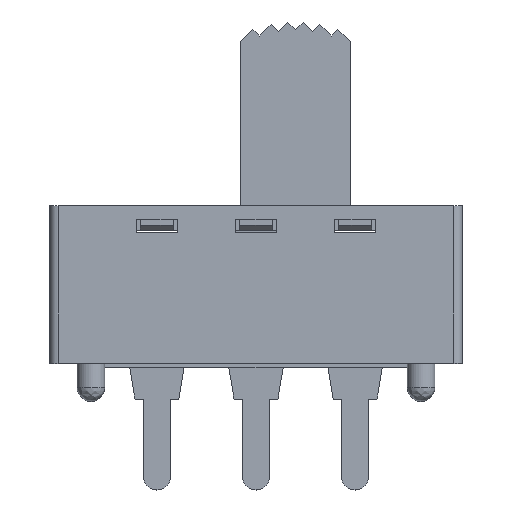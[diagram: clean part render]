
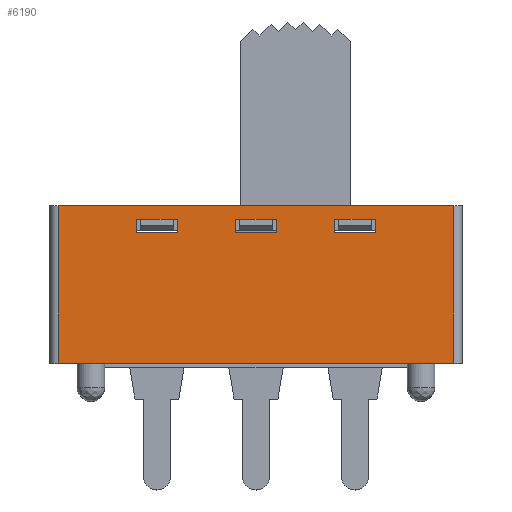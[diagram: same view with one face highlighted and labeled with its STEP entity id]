
A CAD part, top view. The second image highlights one B-rep face of the part: STEP entity #6190.
In plain terms, the highlighted planar face has unit normal (0, 0, 1).
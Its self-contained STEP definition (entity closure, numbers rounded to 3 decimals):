
#1393=ORIENTED_EDGE('',*,*,#2196,.T.);
#1394=ORIENTED_EDGE('',*,*,#2213,.F.);
#1395=ORIENTED_EDGE('',*,*,#2211,.F.);
#1396=ORIENTED_EDGE('',*,*,#2208,.F.);
#1397=ORIENTED_EDGE('',*,*,#2205,.F.);
#1398=ORIENTED_EDGE('',*,*,#2200,.F.);
#1399=ORIENTED_EDGE('',*,*,#2162,.T.);
#1400=ORIENTED_EDGE('',*,*,#2179,.F.);
#1401=ORIENTED_EDGE('',*,*,#2177,.F.);
#1402=ORIENTED_EDGE('',*,*,#2174,.F.);
#1403=ORIENTED_EDGE('',*,*,#2171,.F.);
#1404=ORIENTED_EDGE('',*,*,#2166,.F.);
#1405=ORIENTED_EDGE('',*,*,#2259,.T.);
#1406=ORIENTED_EDGE('',*,*,#2272,.F.);
#1407=ORIENTED_EDGE('',*,*,#2275,.F.);
#1408=ORIENTED_EDGE('',*,*,#2278,.F.);
#1409=ORIENTED_EDGE('',*,*,#2281,.F.);
#1410=ORIENTED_EDGE('',*,*,#2282,.F.);
#1411=ORIENTED_EDGE('',*,*,#2611,.T.);
#1412=ORIENTED_EDGE('',*,*,#2623,.T.);
#1413=ORIENTED_EDGE('',*,*,#2624,.T.);
#1414=ORIENTED_EDGE('',*,*,#2625,.T.);
#2162=EDGE_CURVE('',#2979,#2980,#3631,.T.);
#2166=EDGE_CURVE('',#2979,#2982,#3635,.T.);
#2171=EDGE_CURVE('',#2982,#2984,#3640,.T.);
#2174=EDGE_CURVE('',#2984,#2986,#3643,.T.);
#2177=EDGE_CURVE('',#2986,#2988,#3646,.T.);
#2179=EDGE_CURVE('',#2988,#2980,#3648,.T.);
#2196=EDGE_CURVE('',#3001,#3002,#3665,.T.);
#2200=EDGE_CURVE('',#3001,#3004,#3669,.T.);
#2205=EDGE_CURVE('',#3004,#3006,#3674,.T.);
#2208=EDGE_CURVE('',#3006,#3008,#3677,.T.);
#2211=EDGE_CURVE('',#3008,#3010,#3680,.T.);
#2213=EDGE_CURVE('',#3010,#3002,#3682,.T.);
#2259=EDGE_CURVE('',#3042,#3045,#3719,.T.);
#2272=EDGE_CURVE('',#3054,#3045,#3732,.T.);
#2275=EDGE_CURVE('',#3056,#3054,#3735,.T.);
#2278=EDGE_CURVE('',#3058,#3056,#3738,.T.);
#2281=EDGE_CURVE('',#3060,#3058,#3741,.T.);
#2282=EDGE_CURVE('',#3042,#3060,#3742,.T.);
#2611=EDGE_CURVE('',#3269,#3268,#4035,.T.);
#2623=EDGE_CURVE('',#3268,#3276,#4043,.T.);
#2624=EDGE_CURVE('',#3276,#3277,#4044,.T.);
#2625=EDGE_CURVE('',#3277,#3269,#4045,.T.);
#2979=VERTEX_POINT('',#8653);
#2980=VERTEX_POINT('',#8655);
#2982=VERTEX_POINT('',#8664);
#2984=VERTEX_POINT('',#8670);
#2986=VERTEX_POINT('',#8676);
#2988=VERTEX_POINT('',#8682);
#3001=VERTEX_POINT('',#8720);
#3002=VERTEX_POINT('',#8722);
#3004=VERTEX_POINT('',#8731);
#3006=VERTEX_POINT('',#8737);
#3008=VERTEX_POINT('',#8743);
#3010=VERTEX_POINT('',#8749);
#3042=VERTEX_POINT('',#8842);
#3045=VERTEX_POINT('',#8847);
#3054=VERTEX_POINT('',#8873);
#3056=VERTEX_POINT('',#8879);
#3058=VERTEX_POINT('',#8885);
#3060=VERTEX_POINT('',#8891);
#3268=VERTEX_POINT('',#9684);
#3269=VERTEX_POINT('',#9686);
#3276=VERTEX_POINT('',#9708);
#3277=VERTEX_POINT('',#9712);
#3631=LINE('',#8656,#4454);
#3635=LINE('',#8663,#4458);
#3640=LINE('',#8673,#4463);
#3643=LINE('',#8679,#4466);
#3646=LINE('',#8685,#4469);
#3648=LINE('',#8688,#4471);
#3665=LINE('',#8723,#4488);
#3669=LINE('',#8730,#4492);
#3674=LINE('',#8740,#4497);
#3677=LINE('',#8746,#4500);
#3680=LINE('',#8752,#4503);
#3682=LINE('',#8755,#4505);
#3719=LINE('',#8848,#4542);
#3732=LINE('',#8874,#4555);
#3735=LINE('',#8880,#4558);
#3738=LINE('',#8886,#4561);
#3741=LINE('',#8892,#4564);
#3742=LINE('',#8894,#4565);
#4035=LINE('',#9685,#4858);
#4043=LINE('',#9709,#4866);
#4044=LINE('',#9711,#4867);
#4045=LINE('',#9713,#4868);
#4454=VECTOR('',#7034,1000.);
#4458=VECTOR('',#7042,1000.);
#4463=VECTOR('',#7049,1000.);
#4466=VECTOR('',#7054,1000.);
#4469=VECTOR('',#7059,1000.);
#4471=VECTOR('',#7063,1000.);
#4488=VECTOR('',#7090,1000.);
#4492=VECTOR('',#7098,1000.);
#4497=VECTOR('',#7105,1000.);
#4500=VECTOR('',#7110,1000.);
#4503=VECTOR('',#7115,1000.);
#4505=VECTOR('',#7119,1000.);
#4542=VECTOR('',#7200,1000.);
#4555=VECTOR('',#7221,1000.);
#4558=VECTOR('',#7226,1000.);
#4561=VECTOR('',#7231,1000.);
#4564=VECTOR('',#7236,1000.);
#4565=VECTOR('',#7239,1000.);
#4858=VECTOR('',#7792,1000.);
#4866=VECTOR('',#7816,1000.);
#4867=VECTOR('',#7819,1000.);
#4868=VECTOR('',#7820,1000.);
#5289=EDGE_LOOP('',(#1393,#1394,#1395,#1396,#1397,#1398));
#5290=EDGE_LOOP('',(#1399,#1400,#1401,#1402,#1403,#1404));
#5291=EDGE_LOOP('',(#1405,#1406,#1407,#1408,#1409,#1410));
#5292=EDGE_LOOP('',(#1411,#1412,#1413,#1414));
#5614=FACE_BOUND('',#5289,.T.);
#5615=FACE_BOUND('',#5290,.T.);
#5616=FACE_BOUND('',#5291,.T.);
#5617=FACE_BOUND('',#5292,.T.);
#5898=PLANE('',#6539);
#6190=ADVANCED_FACE('',(#5614,#5615,#5616,#5617),#5898,.T.);
#6539=AXIS2_PLACEMENT_3D('',#9710,#7817,#7818);
#7034=DIRECTION('',(1.,0.,0.));
#7042=DIRECTION('',(-1.,0.,0.));
#7049=DIRECTION('',(0.,-1.,0.));
#7054=DIRECTION('',(1.,0.,0.));
#7059=DIRECTION('',(0.,1.,0.));
#7063=DIRECTION('',(-1.,0.,0.));
#7090=DIRECTION('',(1.,0.,0.));
#7098=DIRECTION('',(-1.,0.,0.));
#7105=DIRECTION('',(0.,-1.,0.));
#7110=DIRECTION('',(1.,0.,0.));
#7115=DIRECTION('',(0.,1.,0.));
#7119=DIRECTION('',(-1.,0.,0.));
#7200=DIRECTION('',(1.,0.,0.));
#7221=DIRECTION('',(-1.,0.,0.));
#7226=DIRECTION('',(0.,1.,0.));
#7231=DIRECTION('',(1.,0.,0.));
#7236=DIRECTION('',(0.,-1.,0.));
#7239=DIRECTION('',(-1.,0.,0.));
#7792=DIRECTION('',(1.,0.,0.));
#7816=DIRECTION('',(0.,1.,0.));
#7817=DIRECTION('',(0.,0.,1.));
#7818=DIRECTION('',(1.,0.,0.));
#7819=DIRECTION('',(-1.,0.,0.));
#7820=DIRECTION('',(0.,-1.,0.));
#8653=CARTESIAN_POINT('',(-0.762,6.68,5.372));
#8655=CARTESIAN_POINT('',(0.762,6.68,5.372));
#8656=CARTESIAN_POINT('',(0.,6.68,5.372));
#8663=CARTESIAN_POINT('',(-3.645,6.68,5.372));
#8664=CARTESIAN_POINT('',(-0.953,6.68,5.372));
#8670=CARTESIAN_POINT('',(-0.953,6.045,5.372));
#8673=CARTESIAN_POINT('',(-0.953,6.68,5.372));
#8676=CARTESIAN_POINT('',(0.953,6.045,5.372));
#8679=CARTESIAN_POINT('',(-5.55,6.045,5.372));
#8682=CARTESIAN_POINT('',(0.953,6.68,5.372));
#8685=CARTESIAN_POINT('',(0.953,6.045,5.372));
#8688=CARTESIAN_POINT('',(-3.645,6.68,5.372));
#8720=CARTESIAN_POINT('',(3.835,6.68,5.372));
#8722=CARTESIAN_POINT('',(5.359,6.68,5.372));
#8723=CARTESIAN_POINT('',(0.,6.68,5.372));
#8730=CARTESIAN_POINT('',(-3.645,6.68,5.372));
#8731=CARTESIAN_POINT('',(3.645,6.68,5.372));
#8737=CARTESIAN_POINT('',(3.645,6.045,5.372));
#8740=CARTESIAN_POINT('',(3.645,6.68,5.372));
#8743=CARTESIAN_POINT('',(5.55,6.045,5.372));
#8746=CARTESIAN_POINT('',(-5.55,6.045,5.372));
#8749=CARTESIAN_POINT('',(5.55,6.68,5.372));
#8752=CARTESIAN_POINT('',(5.55,6.045,5.372));
#8755=CARTESIAN_POINT('',(-3.645,6.68,5.372));
#8842=CARTESIAN_POINT('',(-5.359,6.68,5.372));
#8847=CARTESIAN_POINT('',(-3.835,6.68,5.372));
#8848=CARTESIAN_POINT('',(0.,6.68,5.372));
#8873=CARTESIAN_POINT('',(-3.645,6.68,5.372));
#8874=CARTESIAN_POINT('',(-3.645,6.68,5.372));
#8879=CARTESIAN_POINT('',(-3.645,6.045,5.372));
#8880=CARTESIAN_POINT('',(-3.645,6.045,5.372));
#8885=CARTESIAN_POINT('',(-5.55,6.045,5.372));
#8886=CARTESIAN_POINT('',(-5.55,6.045,5.372));
#8891=CARTESIAN_POINT('',(-5.55,6.68,5.372));
#8892=CARTESIAN_POINT('',(-5.55,6.68,5.372));
#8894=CARTESIAN_POINT('',(-5.359,6.68,5.372));
#9684=CARTESIAN_POINT('',(9.182,0.,5.372));
#9685=CARTESIAN_POINT('',(-9.182,0.,5.372));
#9686=CARTESIAN_POINT('',(-9.182,0.,5.372));
#9708=CARTESIAN_POINT('',(9.182,7.315,5.372));
#9709=CARTESIAN_POINT('',(9.182,0.,5.372));
#9710=CARTESIAN_POINT('',(0.,0.,5.372));
#9711=CARTESIAN_POINT('',(9.182,7.315,5.372));
#9712=CARTESIAN_POINT('',(-9.182,7.315,5.372));
#9713=CARTESIAN_POINT('',(-9.182,7.315,5.372));
